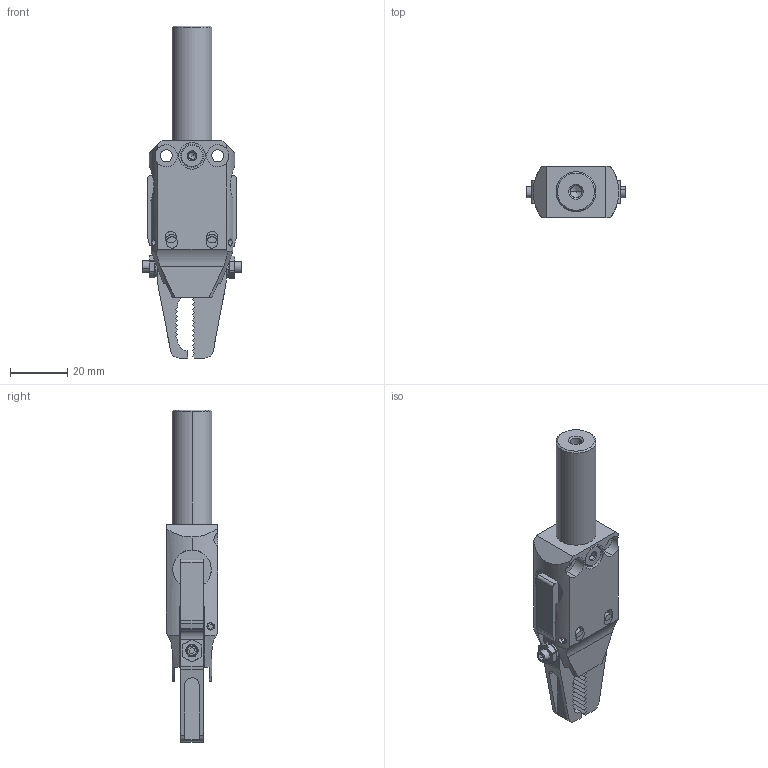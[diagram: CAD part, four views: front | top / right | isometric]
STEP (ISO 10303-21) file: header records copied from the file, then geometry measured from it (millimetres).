
FILE_DESCRIPTION (( 'STEP AP214' ), '1' );
FILE_NAME ('CA.GTS.1003.1214.STEP', '2015-12-13T09:27:24', ( '' ), ( '' ), 'SwSTEP 2.0', 'SolidWorks 2012', '' );
FILE_SCHEMA (( 'AUTOMOTIVE_DESIGN' ));
Length unit declared in the file: millimetre
Products named in the file (16): GTS.03.12; GTS.1003.12; GTS.03.14; R.4.SCH; D.4; PAP.0405504; socket set screw cone point_iso_ISO 4027 - M4 x 16-N; GTS.1003.14; SP.4X18m6.LAV; socket set screw cone point_iso_ISO 4027 - M3 x 5-N; CA.08.14.013; M.5,6x22; PSP.1408255; GTS.1003.02; GTS.1003.01; CA.GTS.1003.1214
Assembly tree (26 placements, depth 3):
  CA.GTS.1003.1214
    GTS.1003.01
    GTS.1003.02  x2
    PSP.1408255  x2
    M.5,6x22
    CA.08.14.013  x2
    socket set screw cone point_iso_ISO 4027 - M3 x 5-N  x2
    SP.4X18m6.LAV  x2
    GTS.03.14
      GTS.1003.14
      socket set screw cone point_iso_ISO 4027 - M4 x 16-N
      PAP.0405504  x2
      D.4
      R.4.SCH
    GTS.03.12
      GTS.1003.12
      PAP.0405504  x2
      D.4
      socket set screw cone point_iso_ISO 4027 - M4 x 16-N
      R.4.SCH
Bounding box: 35 x 18 x 116.35 mm (x, y, z)
Volume: 27650.5 mm3; surface area: 20691.5 mm2
Topology: 24 solids, 24 shells, 872 faces, 2355 edges, 1520 vertices
Faces by surface type: plane 609, cylinder 176, cone 81, torus 4, bspline 2
Entity records: 21906 total; most frequent: CARTESIAN_POINT 6819, DIRECTION 2991, ORIENTED_EDGE 2910, EDGE_CURVE 1455, AXIS2_PLACEMENT_3D 1044, VERTEX_POINT 948, LINE 903, VECTOR 903
